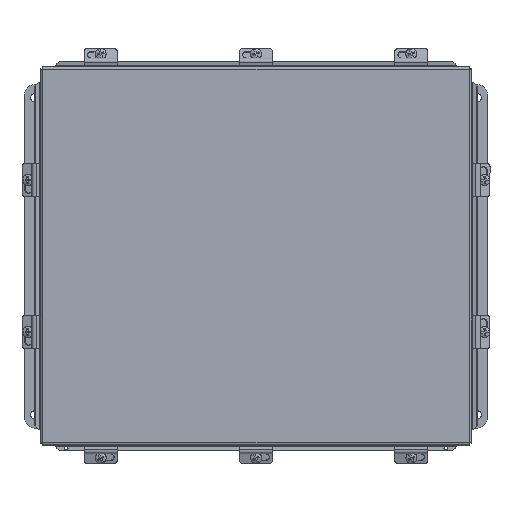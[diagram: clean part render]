
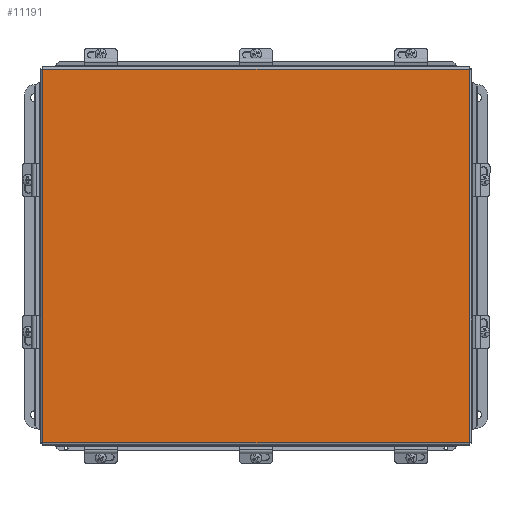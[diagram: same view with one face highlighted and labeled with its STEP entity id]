
A CAD part, top view. The second image highlights one B-rep face of the part: STEP entity #11191.
In plain terms, the highlighted face is planar.
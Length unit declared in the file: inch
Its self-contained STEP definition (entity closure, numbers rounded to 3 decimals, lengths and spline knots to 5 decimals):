
#427 = LINE ( 'NONE', #7048, #3807 ) ;
#1829 = DIRECTION ( 'NONE',  ( 0., -1., 0. ) ) ;
#2085 = ORIENTED_EDGE ( 'NONE', *, *, #9166, .T. ) ;
#2467 = DIRECTION ( 'NONE',  ( 1., 0., 0. ) ) ;
#2685 = DIRECTION ( 'NONE',  ( 0., 0., 1. ) ) ;
#2873 = CARTESIAN_POINT ( 'NONE',  ( 0.09325, 16.21675, 0. ) ) ;
#2932 = CARTESIAN_POINT ( 'NONE',  ( 7.155, 8.155, 0. ) ) ;
#3217 = VECTOR ( 'NONE', #12007, 39.37008 ) ;
#3457 = VERTEX_POINT ( 'NONE', #12562 ) ;
#3807 = VECTOR ( 'NONE', #7033, 39.37008 ) ;
#4430 = EDGE_CURVE ( 'NONE', #6851, #4893, #13333, .T. ) ;
#4468 = ORIENTED_EDGE ( 'NONE', *, *, #5709, .T. ) ;
#4806 = VECTOR ( 'NONE', #13035, 39.37008 ) ;
#4893 = VERTEX_POINT ( 'NONE', #2873 ) ;
#5144 = FACE_OUTER_BOUND ( 'NONE', #11016, .T. ) ;
#5259 = EDGE_CURVE ( 'NONE', #4893, #3457, #427, .T. ) ;
#5408 = PLANE ( 'NONE',  #8223 ) ;
#5709 = EDGE_CURVE ( 'NONE', #3457, #6078, #8935, .T. ) ;
#6078 = VERTEX_POINT ( 'NONE', #11766 ) ;
#6851 = VERTEX_POINT ( 'NONE', #11710 ) ;
#7033 = DIRECTION ( 'NONE',  ( 1., 0., 0. ) ) ;
#7048 = CARTESIAN_POINT ( 'NONE',  ( 0.09325, 16.21675, 0. ) ) ;
#7394 = ORIENTED_EDGE ( 'NONE', *, *, #4430, .T. ) ;
#8034 = CARTESIAN_POINT ( 'NONE',  ( 14.21675, 16.21675, 0. ) ) ;
#8223 = AXIS2_PLACEMENT_3D ( 'NONE', #2932, #2685, #2467 ) ;
#8571 = ORIENTED_EDGE ( 'NONE', *, *, #5259, .T. ) ;
#8826 = LINE ( 'NONE', #11872, #3217 ) ;
#8935 = LINE ( 'NONE', #8034, #8946 ) ;
#8946 = VECTOR ( 'NONE', #1829, 39.37008 ) ;
#9166 = EDGE_CURVE ( 'NONE', #6078, #6851, #8826, .T. ) ;
#11016 = EDGE_LOOP ( 'NONE', ( #4468, #2085, #7394, #8571 ) ) ;
#11191 = ADVANCED_FACE ( 'NONE', ( #5144 ), #5408, .F. ) ;
#11710 = CARTESIAN_POINT ( 'NONE',  ( 0.09325, 0.09325, 0. ) ) ;
#11766 = CARTESIAN_POINT ( 'NONE',  ( 14.21675, 0.09325, 0. ) ) ;
#11872 = CARTESIAN_POINT ( 'NONE',  ( 14.21675, 0.09325, 0. ) ) ;
#11907 = CARTESIAN_POINT ( 'NONE',  ( 0.09325, 0.09325, 0. ) ) ;
#12007 = DIRECTION ( 'NONE',  ( -1., 0., 0. ) ) ;
#12562 = CARTESIAN_POINT ( 'NONE',  ( 14.21675, 16.21675, 0. ) ) ;
#13035 = DIRECTION ( 'NONE',  ( 0., 1., 0. ) ) ;
#13333 = LINE ( 'NONE', #11907, #4806 ) ;
